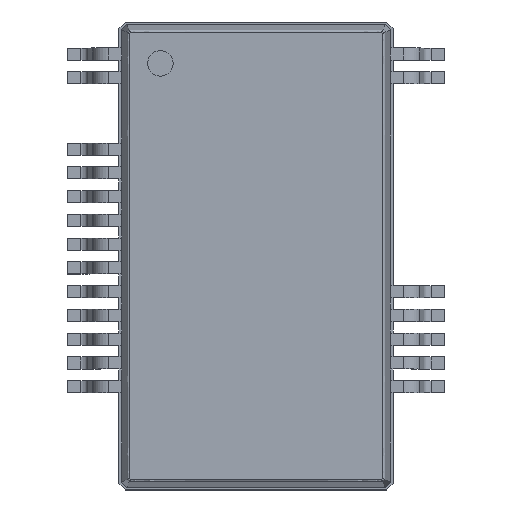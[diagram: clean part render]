
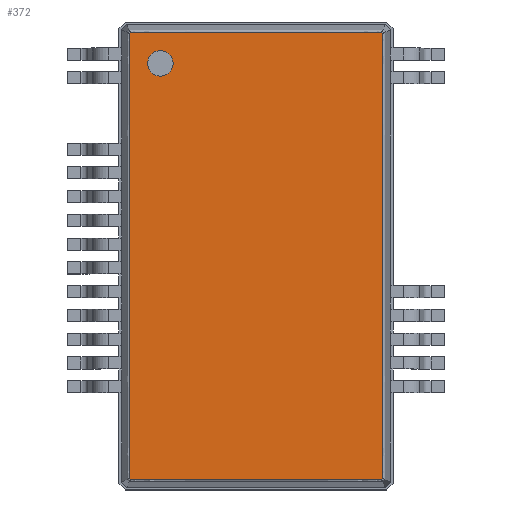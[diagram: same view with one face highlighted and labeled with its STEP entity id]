
A CAD part, top view. The second image highlights one B-rep face of the part: STEP entity #372.
In plain terms, the highlighted planar face has unit normal (0, 0, 1).
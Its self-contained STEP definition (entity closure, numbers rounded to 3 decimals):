
#13=DIRECTION('',(0.,0.,1.));
#43=CARTESIAN_POINT('',(-3.458,6.167,2.65));
#81=VERTEX_POINT('',#82);
#82=CARTESIAN_POINT('',(-3.441,6.123,2.65));
#99=EDGE_CURVE('',#81,#100,#102,.T.);
#100=VERTEX_POINT('',#101);
#101=CARTESIAN_POINT('',(3.441,6.123,2.65));
#102=B_SPLINE_CURVE_WITH_KNOTS('',2,(#103,#104,#105,#106,#107),.UNSPECIFIED.,.F.,.F.,(3,1,1,3),(-0.382,-0.043,6.96,7.299),.UNSPECIFIED.);
#103=CARTESIAN_POINT('',(-3.841,6.123,2.65));
#104=CARTESIAN_POINT('',(-3.671,6.123,2.65));
#105=CARTESIAN_POINT('',(0.,6.123,2.65));
#106=CARTESIAN_POINT('',(3.671,6.123,2.65));
#107=CARTESIAN_POINT('',(3.841,6.123,2.65));
#159=DIRECTION('',(0.,-1.,0.));
#304=EDGE_CURVE('',#100,#305,#307,.T.);
#305=VERTEX_POINT('',#306);
#306=CARTESIAN_POINT('',(3.473,6.091,2.65));
#307=B_SPLINE_CURVE_WITH_KNOTS('',2,(#308,#309,#310,#311,#312),.UNSPECIFIED.,.F.,.F.,(3,1,1,3),(-0.221,-0.043,0.126,0.304),.UNSPECIFIED.);
#308=CARTESIAN_POINT('',(3.272,6.293,2.65));
#309=CARTESIAN_POINT('',(3.334,6.23,2.65));
#310=CARTESIAN_POINT('',(3.457,6.107,2.65));
#311=CARTESIAN_POINT('',(3.58,5.984,2.65));
#312=CARTESIAN_POINT('',(3.643,5.922,2.65));
#340=VERTEX_POINT('',#341);
#341=CARTESIAN_POINT('',(-3.473,6.091,2.65));
#358=EDGE_CURVE('',#340,#81,#359,.T.);
#359=B_SPLINE_CURVE_WITH_KNOTS('',2,(#360,#361,#362,#363,#364),.UNSPECIFIED.,.F.,.F.,(3,1,1,3),(-0.221,-0.043,0.126,0.304),.UNSPECIFIED.);
#360=CARTESIAN_POINT('',(-3.643,5.922,2.65));
#361=CARTESIAN_POINT('',(-3.58,5.984,2.65));
#362=CARTESIAN_POINT('',(-3.457,6.107,2.65));
#363=CARTESIAN_POINT('',(-3.334,6.23,2.65));
#364=CARTESIAN_POINT('',(-3.272,6.293,2.65));
#372=ADVANCED_FACE('',(#373,#426),#436,.T.);
#373=FACE_BOUND('',#374,.T.);
#374=EDGE_LOOP('',(#375,#376,#377,#387,#397,#407,#417,#425));
#375=ORIENTED_EDGE('',*,*,#99,.F.);
#376=ORIENTED_EDGE('',*,*,#358,.F.);
#377=ORIENTED_EDGE('',*,*,#378,.F.);
#378=EDGE_CURVE('',#379,#340,#381,.T.);
#379=VERTEX_POINT('',#380);
#380=CARTESIAN_POINT('',(-3.473,-6.091,2.65));
#381=B_SPLINE_CURVE_WITH_KNOTS('',2,(#382,#383,#384,#385,#386),.UNSPECIFIED.,.F.,.F.,(3,1,1,3),(-0.642,-0.043,12.26,12.858),.UNSPECIFIED.);
#382=CARTESIAN_POINT('',(-3.473,-6.75,2.65));
#383=CARTESIAN_POINT('',(-3.473,-6.451,2.65));
#384=CARTESIAN_POINT('',(-3.473,0.,2.65));
#385=CARTESIAN_POINT('',(-3.473,6.451,2.65));
#386=CARTESIAN_POINT('',(-3.473,6.75,2.65));
#387=ORIENTED_EDGE('',*,*,#388,.F.);
#388=EDGE_CURVE('',#389,#379,#391,.T.);
#389=VERTEX_POINT('',#390);
#390=CARTESIAN_POINT('',(-3.441,-6.123,2.65));
#391=B_SPLINE_CURVE_WITH_KNOTS('',2,(#392,#393,#394,#395,#396),.UNSPECIFIED.,.F.,.F.,(3,1,1,3),(-0.221,-0.043,0.126,0.304),.UNSPECIFIED.);
#392=CARTESIAN_POINT('',(-3.272,-6.293,2.65));
#393=CARTESIAN_POINT('',(-3.334,-6.23,2.65));
#394=CARTESIAN_POINT('',(-3.457,-6.107,2.65));
#395=CARTESIAN_POINT('',(-3.58,-5.984,2.65));
#396=CARTESIAN_POINT('',(-3.643,-5.922,2.65));
#397=ORIENTED_EDGE('',*,*,#398,.F.);
#398=EDGE_CURVE('',#399,#389,#401,.T.);
#399=VERTEX_POINT('',#400);
#400=CARTESIAN_POINT('',(3.441,-6.123,2.65));
#401=B_SPLINE_CURVE_WITH_KNOTS('',2,(#402,#403,#404,#405,#406),.UNSPECIFIED.,.F.,.F.,(3,1,1,3),(-0.382,-0.043,6.96,7.299),.UNSPECIFIED.);
#402=CARTESIAN_POINT('',(3.841,-6.123,2.65));
#403=CARTESIAN_POINT('',(3.671,-6.123,2.65));
#404=CARTESIAN_POINT('',(0.,-6.123,2.65));
#405=CARTESIAN_POINT('',(-3.671,-6.123,2.65));
#406=CARTESIAN_POINT('',(-3.841,-6.123,2.65));
#407=ORIENTED_EDGE('',*,*,#408,.F.);
#408=EDGE_CURVE('',#409,#399,#411,.T.);
#409=VERTEX_POINT('',#410);
#410=CARTESIAN_POINT('',(3.473,-6.091,2.65));
#411=B_SPLINE_CURVE_WITH_KNOTS('',2,(#412,#413,#414,#415,#416),.UNSPECIFIED.,.F.,.F.,(3,1,1,3),(-0.221,-0.043,0.126,0.304),.UNSPECIFIED.);
#412=CARTESIAN_POINT('',(3.643,-5.922,2.65));
#413=CARTESIAN_POINT('',(3.58,-5.984,2.65));
#414=CARTESIAN_POINT('',(3.457,-6.107,2.65));
#415=CARTESIAN_POINT('',(3.334,-6.23,2.65));
#416=CARTESIAN_POINT('',(3.272,-6.293,2.65));
#417=ORIENTED_EDGE('',*,*,#418,.F.);
#418=EDGE_CURVE('',#305,#409,#419,.T.);
#419=B_SPLINE_CURVE_WITH_KNOTS('',2,(#420,#421,#422,#423,#424),.UNSPECIFIED.,.F.,.F.,(3,1,1,3),(-0.642,-0.043,12.26,12.858),.UNSPECIFIED.);
#420=CARTESIAN_POINT('',(3.473,6.75,2.65));
#421=CARTESIAN_POINT('',(3.473,6.451,2.65));
#422=CARTESIAN_POINT('',(3.473,0.,2.65));
#423=CARTESIAN_POINT('',(3.473,-6.451,2.65));
#424=CARTESIAN_POINT('',(3.473,-6.75,2.65));
#425=ORIENTED_EDGE('',*,*,#304,.F.);
#426=FACE_BOUND('',#427,.T.);
#427=EDGE_LOOP('',(#428));
#428=ORIENTED_EDGE('',*,*,#429,.T.);
#429=EDGE_CURVE('',#430,#430,#432,.T.);
#430=VERTEX_POINT('',#431);
#431=CARTESIAN_POINT('',(-2.617,4.917,2.65));
#432=CIRCLE('',#433,0.35);
#433=AXIS2_PLACEMENT_3D('',#434,#435,#159);
#434=CARTESIAN_POINT('',(-2.617,5.267,2.65));
#435=DIRECTION('',(0.,-0.,-1.));
#436=PLANE('',#437);
#437=AXIS2_PLACEMENT_3D('',#43,#13,#438);
#438=DIRECTION('',(0.489,-0.872,0.));
